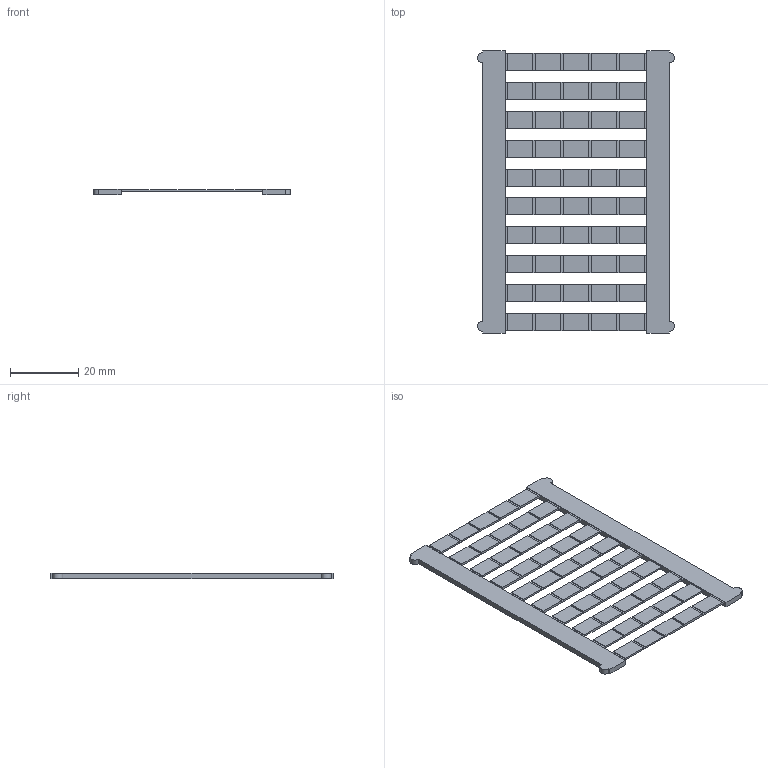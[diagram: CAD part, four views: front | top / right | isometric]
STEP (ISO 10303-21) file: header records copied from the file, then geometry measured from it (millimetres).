
FILE_DESCRIPTION(/* description */ (''),/* implementation_level */ '2;1');
FILE_NAME(/* name */ 'TM6.5-8 – 815904.stp',/* time_stamp */ '2023-10-31T15:43:15+08:00',/* author */ (''),/* organization */ (''),/* preprocessor_version */ 'ST-DEVELOPER v16.7',/* originating_system */ 'SIEMENS PLM Software NX 12.0',/* authorisation */ '');
FILE_SCHEMA (('AP203_CONFIGURATION_CONTROLLED_3D_DESIGN_OF_MECHANICAL_PARTS_AND_ASSEMBLIES_MIM_LF { 1 0 10303 403 2 1 2}'));
Length unit declared in the file: millimetre
Products named in the file (1): TM6.5-8 – 815904
Bounding box: 57.9 x 83 x 1.6 mm (x, y, z)
Volume: 2984.6 mm3; surface area: 7517.5 mm2
Topology: 1 solids, 1 shells, 260 faces, 768 edges, 512 vertices
Faces by surface type: plane 256, cylinder 4
Entity records: 8630 total; most frequent: CARTESIAN_POINT 1541, ORIENTED_EDGE 1536, DIRECTION 1298, EDGE_CURVE 768, LINE 760, VECTOR 760, VERTEX_POINT 512, EDGE_LOOP 280
